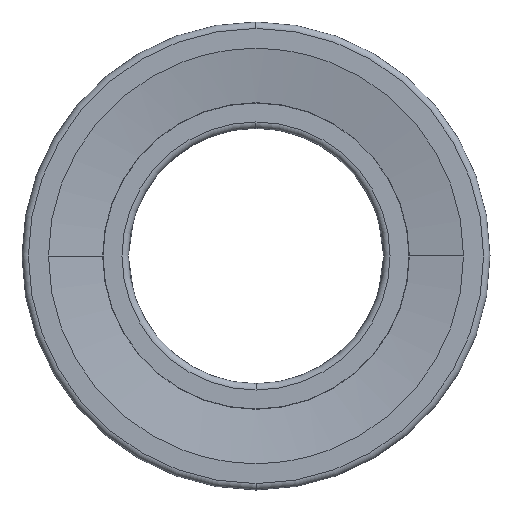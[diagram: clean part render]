
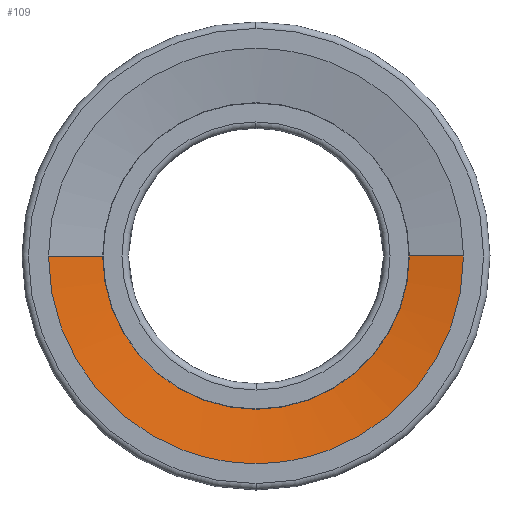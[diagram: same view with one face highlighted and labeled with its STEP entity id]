
A CAD part, left-side view. The second image highlights one B-rep face of the part: STEP entity #109.
In plain terms, the highlighted conical face has half-angle 81 degrees and reference radius 42.514 mm.
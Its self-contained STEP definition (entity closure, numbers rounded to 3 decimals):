
#109=ADVANCED_FACE('',(#208),#209,.F.);
#208=FACE_OUTER_BOUND('',#321,.T.);
#209=CONICAL_SURFACE('',#322,42.514,1.414);
#321=EDGE_LOOP('',(#674,#675,#676,#677,#678,#679));
#322=AXIS2_PLACEMENT_3D('',#680,#681,#682);
#674=ORIENTED_EDGE('',*,*,#915,.F.);
#675=ORIENTED_EDGE('',*,*,#913,.F.);
#676=ORIENTED_EDGE('',*,*,#916,.F.);
#677=ORIENTED_EDGE('',*,*,#917,.F.);
#678=ORIENTED_EDGE('',*,*,#918,.T.);
#679=ORIENTED_EDGE('',*,*,#919,.T.);
#680=CARTESIAN_POINT('',(1.855,0.,0.0));
#681=DIRECTION('',(-1.0,0.,-0.0));
#682=DIRECTION('',(0.,1.0,0.0));
#913=EDGE_CURVE('',#1129,#1131,#1132,.T.);
#915=EDGE_CURVE('',#1131,#1134,#1135,.T.);
#916=EDGE_CURVE('',#1136,#1129,#1137,.T.);
#917=EDGE_CURVE('',#1138,#1136,#1139,.T.);
#918=EDGE_CURVE('',#1138,#1140,#1141,.T.);
#919=EDGE_CURVE('',#1140,#1134,#1142,.T.);
#1129=VERTEX_POINT('',#1456);
#1131=VERTEX_POINT('',#1458);
#1132=CIRCLE('',#1459,49.001);
#1134=VERTEX_POINT('',#1461);
#1135=LINE('',#1462,#1463);
#1136=VERTEX_POINT('',#1464);
#1137=CIRCLE('',#1465,49.001);
#1138=VERTEX_POINT('',#1466);
#1139=LINE('',#1467,#1468);
#1140=VERTEX_POINT('',#1469);
#1141=CIRCLE('',#1470,36.027);
#1142=CIRCLE('',#1471,36.027);
#1456=CARTESIAN_POINT('',(0.828,-2.086,-48.956));
#1458=CARTESIAN_POINT('',(0.828,49.001,0.0));
#1459=AXIS2_PLACEMENT_3D('',#1810,#1811,#1812);
#1461=CARTESIAN_POINT('',(2.883,36.027,0.0));
#1462=CARTESIAN_POINT('',(1.855,42.514,0.));
#1463=VECTOR('',#1816,1.0);
#1464=CARTESIAN_POINT('',(0.828,-49.001,0.));
#1465=AXIS2_PLACEMENT_3D('',#1817,#1818,#1819);
#1466=CARTESIAN_POINT('',(2.883,-36.027,0.));
#1467=CARTESIAN_POINT('',(1.855,-42.514,0.));
#1468=VECTOR('',#1820,1.0);
#1469=CARTESIAN_POINT('',(2.883,0.,-36.027));
#1470=AXIS2_PLACEMENT_3D('',#1821,#1822,#1823);
#1471=AXIS2_PLACEMENT_3D('',#1824,#1825,#1826);
#1810=CARTESIAN_POINT('',(0.828,0.,0.0));
#1811=DIRECTION('',(1.0,0.,0.0));
#1812=DIRECTION('',(0.,1.0,0.0));
#1816=DIRECTION('',(0.156,-0.988,0.));
#1817=CARTESIAN_POINT('',(0.828,0.,0.0));
#1818=DIRECTION('',(1.0,0.,0.0));
#1819=DIRECTION('',(0.,1.0,0.0));
#1820=DIRECTION('',(-0.156,-0.988,0.));
#1821=CARTESIAN_POINT('',(2.883,0.,0.0));
#1822=DIRECTION('',(1.0,0.,0.0));
#1823=DIRECTION('',(0.,1.0,0.0));
#1824=CARTESIAN_POINT('',(2.883,0.,0.0));
#1825=DIRECTION('',(1.0,0.,0.0));
#1826=DIRECTION('',(0.,1.0,0.0));
